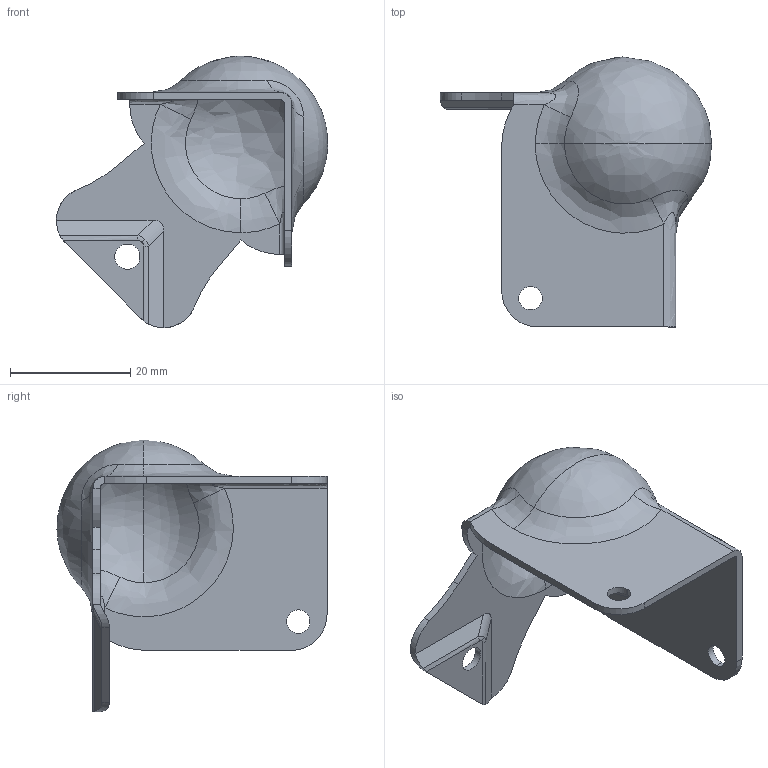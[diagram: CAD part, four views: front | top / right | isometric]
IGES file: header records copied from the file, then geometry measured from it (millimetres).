
Start section: SolidWorks IGES file using analytic representation for surfaces
Global section: file name: 41141.IGS; native system: SolidWorks 2011; preprocessor: SolidWorks 2011; author: martinb; date: 110609.113327; units: millimetre
Bounding box: 45.19 x 44.99 x 45.22 mm (x, y, z)
Volume: 4129.9 mm3; surface area: 7241.5 mm2
Topology: 1 solids, 1 shells, 72 faces, 196 edges, 122 vertices
Faces by surface type: revolution 29, bspline 23, plane 20
